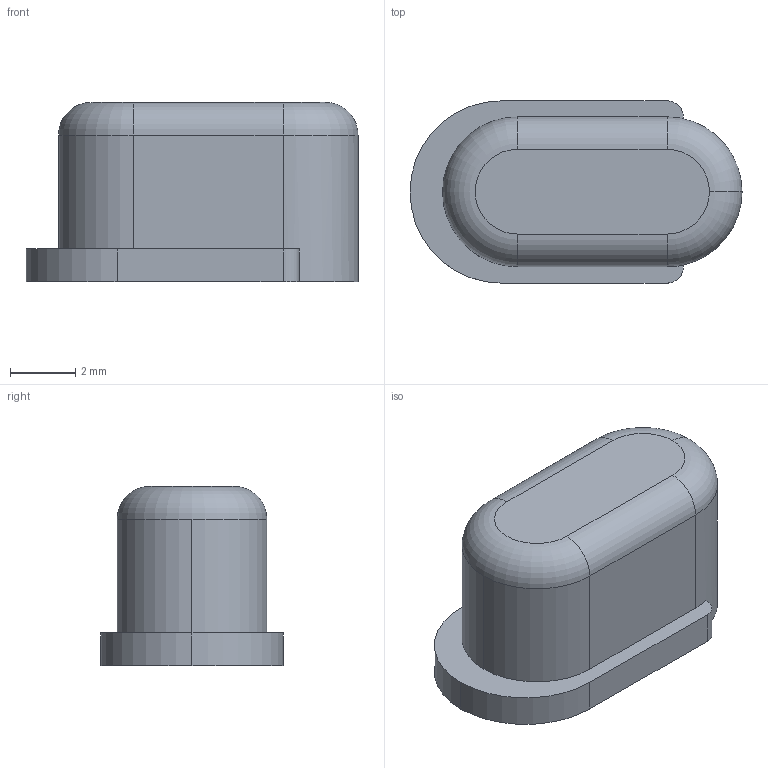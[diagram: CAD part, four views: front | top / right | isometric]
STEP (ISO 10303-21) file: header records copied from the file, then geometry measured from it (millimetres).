
FILE_DESCRIPTION (( 'STEP AP214' ), '1' );
FILE_NAME ('偌瑩2.STEP', '2025-02-15T05:47:47', ( '' ), ( '' ), 'SwSTEP 2.0', 'SolidWorks 2024', '' );
FILE_SCHEMA (( 'AUTOMOTIVE_DESIGN' ));
Length unit declared in the file: millimetre
Products named in the file (1): 按键2
Bounding box: 10.2 x 5.6 x 5.5 mm (x, y, z)
Volume: 208.5 mm3; surface area: 228.2 mm2
Topology: 1 solids, 1 shells, 24 faces, 59 edges, 38 vertices
Faces by surface type: cylinder 11, plane 10, torus 3
Entity records: 743 total; most frequent: DIRECTION 138, CARTESIAN_POINT 122, ORIENTED_EDGE 118, EDGE_CURVE 59, AXIS2_PLACEMENT_3D 54, VERTEX_POINT 38, LINE 30, VECTOR 30
